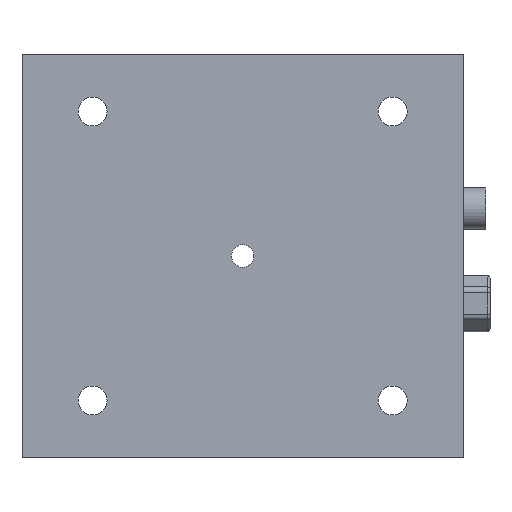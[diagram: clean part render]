
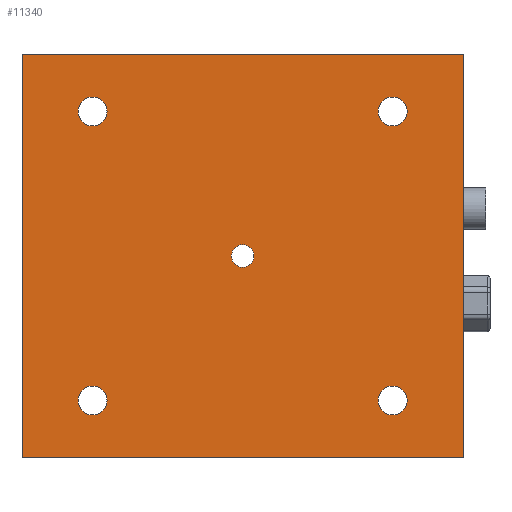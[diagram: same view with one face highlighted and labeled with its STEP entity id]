
A CAD part, front view. The second image highlights one B-rep face of the part: STEP entity #11340.
In plain terms, the highlighted planar face has unit normal (0, -1, 0).
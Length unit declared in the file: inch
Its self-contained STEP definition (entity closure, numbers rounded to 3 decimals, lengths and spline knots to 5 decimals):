
#137 = VERTEX_POINT ( 'NONE', #4506 ) ;
#248 = PLANE ( 'NONE',  #13173 ) ;
#314 = DIRECTION ( 'NONE',  ( 0., 1., 0. ) ) ;
#390 = VERTEX_POINT ( 'NONE', #7897 ) ;
#537 = VECTOR ( 'NONE', #12873, 39.37008 ) ;
#575 = CARTESIAN_POINT ( 'NONE',  ( -0.815, 0., -0.8635 ) ) ;
#585 = AXIS2_PLACEMENT_3D ( 'NONE', #12621, #7371, #5346 ) ;
#762 = EDGE_LOOP ( 'NONE', ( #8890, #11211 ) ) ;
#797 = DIRECTION ( 'NONE',  ( -1., 0., 0. ) ) ;
#912 = EDGE_CURVE ( 'NONE', #6443, #1607, #7443, .T. ) ;
#1008 = DIRECTION ( 'NONE',  ( 0., 0., 1. ) ) ;
#1068 = CARTESIAN_POINT ( 'NONE',  ( 0.815, 0., 0.8635 ) ) ;
#1080 = AXIS2_PLACEMENT_3D ( 'NONE', #3735, #12187, #7924 ) ;
#1333 = AXIS2_PLACEMENT_3D ( 'NONE', #9708, #314, #2539 ) ;
#1356 = EDGE_CURVE ( 'NONE', #2144, #2924, #5751, .T. ) ;
#1424 = DIRECTION ( 'NONE',  ( 0., -1., 0. ) ) ;
#1521 = DIRECTION ( 'NONE',  ( 0., 0., 1. ) ) ;
#1541 = VERTEX_POINT ( 'NONE', #11073 ) ;
#1607 = VERTEX_POINT ( 'NONE', #9104 ) ;
#1904 = FACE_BOUND ( 'NONE', #2311, .T. ) ;
#1964 = DIRECTION ( 'NONE',  ( 0., 0., 1. ) ) ;
#2054 = CARTESIAN_POINT ( 'NONE',  ( -0.815, 0., 0.785 ) ) ;
#2144 = VERTEX_POINT ( 'NONE', #5753 ) ;
#2255 = DIRECTION ( 'NONE',  ( 0., 0., 1. ) ) ;
#2311 = EDGE_LOOP ( 'NONE', ( #2884, #11393 ) ) ;
#2330 = CARTESIAN_POINT ( 'NONE',  ( 0., 0., 0.061 ) ) ;
#2345 = DIRECTION ( 'NONE',  ( 0., 0., 1. ) ) ;
#2539 = DIRECTION ( 'NONE',  ( 0., 0., 1. ) ) ;
#2638 = CARTESIAN_POINT ( 'NONE',  ( 0., 0., 0. ) ) ;
#2655 = DIRECTION ( 'NONE',  ( 0., 0., 1. ) ) ;
#2669 = CIRCLE ( 'NONE', #1080, 0.0785 ) ;
#2884 = ORIENTED_EDGE ( 'NONE', *, *, #6543, .T. ) ;
#2919 = CARTESIAN_POINT ( 'NONE',  ( 0.815, 0., 0.785 ) ) ;
#2924 = VERTEX_POINT ( 'NONE', #3288 ) ;
#2949 = ORIENTED_EDGE ( 'NONE', *, *, #3967, .F. ) ;
#2957 = VECTOR ( 'NONE', #11716, 39.37008 ) ;
#3084 = LINE ( 'NONE', #3911, #8861 ) ;
#3161 = CARTESIAN_POINT ( 'NONE',  ( 1.1985, 0., 1.096 ) ) ;
#3174 = EDGE_CURVE ( 'NONE', #390, #4252, #12115, .T. ) ;
#3288 = CARTESIAN_POINT ( 'NONE',  ( 1.1985, 0., -1.096 ) ) ;
#3489 = CARTESIAN_POINT ( 'NONE',  ( -0.815, 0., -0.785 ) ) ;
#3536 = EDGE_CURVE ( 'NONE', #2144, #5636, #10833, .T. ) ;
#3728 = CIRCLE ( 'NONE', #585, 0.0785 ) ;
#3735 = CARTESIAN_POINT ( 'NONE',  ( 0.815, 0., 0.785 ) ) ;
#3876 = FACE_BOUND ( 'NONE', #11322, .T. ) ;
#3911 = CARTESIAN_POINT ( 'NONE',  ( 1.1985, 0., -1.096 ) ) ;
#3967 = EDGE_CURVE ( 'NONE', #8902, #6655, #10665, .T. ) ;
#4017 = AXIS2_PLACEMENT_3D ( 'NONE', #5704, #13048, #11137 ) ;
#4196 = AXIS2_PLACEMENT_3D ( 'NONE', #4952, #12349, #1964 ) ;
#4252 = VERTEX_POINT ( 'NONE', #575 ) ;
#4312 = ORIENTED_EDGE ( 'NONE', *, *, #3536, .T. ) ;
#4506 = CARTESIAN_POINT ( 'NONE',  ( -1.1985, 0., -1.096 ) ) ;
#4540 = CARTESIAN_POINT ( 'NONE',  ( 1.1985, 0., 1.096 ) ) ;
#4606 = DIRECTION ( 'NONE',  ( 0., 1., 0. ) ) ;
#4704 = DIRECTION ( 'NONE',  ( 0., 1., 0. ) ) ;
#4952 = CARTESIAN_POINT ( 'NONE',  ( 0.815, 0., -0.785 ) ) ;
#5346 = DIRECTION ( 'NONE',  ( 0., 0., 1. ) ) ;
#5532 = CARTESIAN_POINT ( 'NONE',  ( -1.1985, 0., 1.096 ) ) ;
#5636 = VERTEX_POINT ( 'NONE', #11507 ) ;
#5704 = CARTESIAN_POINT ( 'NONE',  ( -0.815, 0., -0.785 ) ) ;
#5751 = LINE ( 'NONE', #4540, #2957 ) ;
#5753 = CARTESIAN_POINT ( 'NONE',  ( 1.1985, 0., 1.096 ) ) ;
#5829 = AXIS2_PLACEMENT_3D ( 'NONE', #2054, #8433, #1008 ) ;
#5865 = CARTESIAN_POINT ( 'NONE',  ( -0.815, 0., 0.8635 ) ) ;
#5963 = DIRECTION ( 'NONE',  ( 0., 0., 1. ) ) ;
#5965 = CIRCLE ( 'NONE', #10746, 0.061 ) ;
#6125 = ORIENTED_EDGE ( 'NONE', *, *, #1356, .F. ) ;
#6217 = CARTESIAN_POINT ( 'NONE',  ( 0.815, 0., 0.7065 ) ) ;
#6238 = ORIENTED_EDGE ( 'NONE', *, *, #7064, .F. ) ;
#6437 = AXIS2_PLACEMENT_3D ( 'NONE', #3489, #1424, #2255 ) ;
#6443 = VERTEX_POINT ( 'NONE', #10132 ) ;
#6543 = EDGE_CURVE ( 'NONE', #7066, #1541, #8665, .T. ) ;
#6655 = VERTEX_POINT ( 'NONE', #6217 ) ;
#6656 = LINE ( 'NONE', #5532, #537 ) ;
#6770 = VERTEX_POINT ( 'NONE', #2330 ) ;
#6852 = CIRCLE ( 'NONE', #7136, 0.061 ) ;
#6986 = EDGE_LOOP ( 'NONE', ( #2949, #6238 ) ) ;
#7064 = EDGE_CURVE ( 'NONE', #6655, #8902, #2669, .T. ) ;
#7066 = VERTEX_POINT ( 'NONE', #5865 ) ;
#7136 = AXIS2_PLACEMENT_3D ( 'NONE', #2638, #11255, #5963 ) ;
#7204 = FACE_OUTER_BOUND ( 'NONE', #12406, .T. ) ;
#7294 = ORIENTED_EDGE ( 'NONE', *, *, #8431, .T. ) ;
#7371 = DIRECTION ( 'NONE',  ( 0., 1., 0. ) ) ;
#7411 = EDGE_CURVE ( 'NONE', #1541, #7066, #10284, .T. ) ;
#7443 = CIRCLE ( 'NONE', #4196, 0.0785 ) ;
#7540 = ORIENTED_EDGE ( 'NONE', *, *, #9940, .T. ) ;
#7829 = ORIENTED_EDGE ( 'NONE', *, *, #3174, .F. ) ;
#7897 = CARTESIAN_POINT ( 'NONE',  ( -0.815, 0., -0.7065 ) ) ;
#7924 = DIRECTION ( 'NONE',  ( 0., 0., 1. ) ) ;
#7983 = ORIENTED_EDGE ( 'NONE', *, *, #11531, .F. ) ;
#8048 = VECTOR ( 'NONE', #10540, 39.37008 ) ;
#8071 = VERTEX_POINT ( 'NONE', #9106 ) ;
#8308 = ORIENTED_EDGE ( 'NONE', *, *, #13561, .T. ) ;
#8431 = EDGE_CURVE ( 'NONE', #6770, #8071, #5965, .T. ) ;
#8433 = DIRECTION ( 'NONE',  ( 0., 1., 0. ) ) ;
#8665 = CIRCLE ( 'NONE', #5829, 0.0785 ) ;
#8676 = CARTESIAN_POINT ( 'NONE',  ( 1.1985, 0., 1.096 ) ) ;
#8861 = VECTOR ( 'NONE', #797, 39.37008 ) ;
#8890 = ORIENTED_EDGE ( 'NONE', *, *, #912, .T. ) ;
#8902 = VERTEX_POINT ( 'NONE', #1068 ) ;
#9104 = CARTESIAN_POINT ( 'NONE',  ( 0.815, 0., -0.8635 ) ) ;
#9106 = CARTESIAN_POINT ( 'NONE',  ( 0., 0., -0.061 ) ) ;
#9364 = DIRECTION ( 'NONE',  ( 0., -1., 0. ) ) ;
#9649 = CIRCLE ( 'NONE', #4017, 0.0785 ) ;
#9708 = CARTESIAN_POINT ( 'NONE',  ( -0.815, 0., 0.785 ) ) ;
#9940 = EDGE_CURVE ( 'NONE', #8071, #6770, #6852, .T. ) ;
#9993 = FACE_BOUND ( 'NONE', #762, .T. ) ;
#10132 = CARTESIAN_POINT ( 'NONE',  ( 0.815, 0., -0.7065 ) ) ;
#10201 = EDGE_CURVE ( 'NONE', #1607, #6443, #3728, .T. ) ;
#10284 = CIRCLE ( 'NONE', #1333, 0.0785 ) ;
#10480 = EDGE_CURVE ( 'NONE', #2924, #137, #3084, .T. ) ;
#10540 = DIRECTION ( 'NONE',  ( -1., 0., 0. ) ) ;
#10665 = CIRCLE ( 'NONE', #11277, 0.0785 ) ;
#10746 = AXIS2_PLACEMENT_3D ( 'NONE', #12042, #4704, #2655 ) ;
#10833 = LINE ( 'NONE', #3161, #8048 ) ;
#11073 = CARTESIAN_POINT ( 'NONE',  ( -0.815, 0., 0.7065 ) ) ;
#11137 = DIRECTION ( 'NONE',  ( 0., 0., 1. ) ) ;
#11211 = ORIENTED_EDGE ( 'NONE', *, *, #10201, .T. ) ;
#11255 = DIRECTION ( 'NONE',  ( 0., 1., 0. ) ) ;
#11277 = AXIS2_PLACEMENT_3D ( 'NONE', #2919, #9364, #1521 ) ;
#11304 = FACE_BOUND ( 'NONE', #6986, .T. ) ;
#11322 = EDGE_LOOP ( 'NONE', ( #7829, #7983 ) ) ;
#11340 = ADVANCED_FACE ( 'NONE', ( #12763, #9993, #1904, #7204, #11304, #3876 ), #248, .F. ) ;
#11393 = ORIENTED_EDGE ( 'NONE', *, *, #7411, .T. ) ;
#11454 = EDGE_LOOP ( 'NONE', ( #7294, #7540 ) ) ;
#11507 = CARTESIAN_POINT ( 'NONE',  ( -1.1985, 0., 1.096 ) ) ;
#11531 = EDGE_CURVE ( 'NONE', #4252, #390, #9649, .T. ) ;
#11650 = ORIENTED_EDGE ( 'NONE', *, *, #10480, .F. ) ;
#11716 = DIRECTION ( 'NONE',  ( 0., 0., -1. ) ) ;
#12042 = CARTESIAN_POINT ( 'NONE',  ( 0., 0., 0. ) ) ;
#12115 = CIRCLE ( 'NONE', #6437, 0.0785 ) ;
#12187 = DIRECTION ( 'NONE',  ( 0., -1., 0. ) ) ;
#12349 = DIRECTION ( 'NONE',  ( 0., 1., 0. ) ) ;
#12406 = EDGE_LOOP ( 'NONE', ( #8308, #11650, #6125, #4312 ) ) ;
#12621 = CARTESIAN_POINT ( 'NONE',  ( 0.815, 0., -0.785 ) ) ;
#12763 = FACE_BOUND ( 'NONE', #11454, .T. ) ;
#12873 = DIRECTION ( 'NONE',  ( 0., 0., -1. ) ) ;
#13048 = DIRECTION ( 'NONE',  ( 0., -1., 0. ) ) ;
#13173 = AXIS2_PLACEMENT_3D ( 'NONE', #8676, #4606, #2345 ) ;
#13561 = EDGE_CURVE ( 'NONE', #5636, #137, #6656, .T. ) ;
